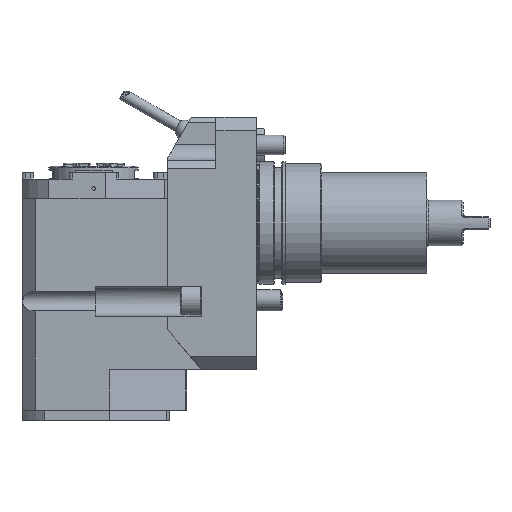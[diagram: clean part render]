
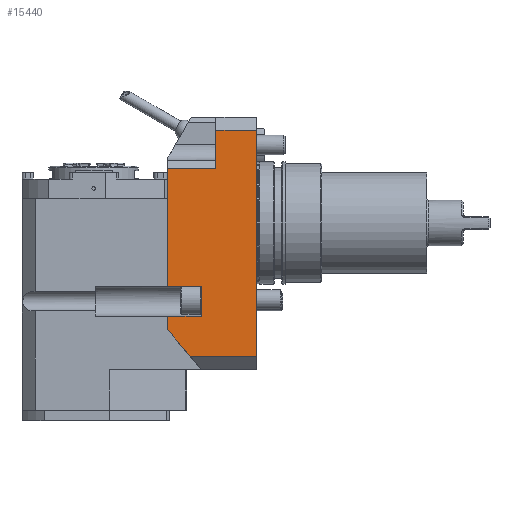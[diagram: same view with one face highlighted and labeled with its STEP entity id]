
A CAD part, left-side view. The second image highlights one B-rep face of the part: STEP entity #15440.
In plain terms, the highlighted planar face has unit normal (-1, 0, 0).
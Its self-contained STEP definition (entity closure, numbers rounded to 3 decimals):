
#393 = LINE ( 'NONE', #20523, #27875 ) ;
#698 = DIRECTION ( 'NONE',  ( 0., 1., 0. ) ) ;
#946 = VECTOR ( 'NONE', #4302, 1000. ) ;
#1314 = VERTEX_POINT ( 'NONE', #12052 ) ;
#1435 = DIRECTION ( 'NONE',  ( 0., 0., -1. ) ) ;
#1868 = LINE ( 'NONE', #26018, #22925 ) ;
#2770 = LINE ( 'NONE', #26926, #5257 ) ;
#2832 = VECTOR ( 'NONE', #13519, 1000. ) ;
#3126 = EDGE_CURVE ( 'NONE', #1314, #11241, #11576, .T. ) ;
#3149 = DIRECTION ( 'NONE',  ( 0., 0., 1. ) ) ;
#3210 = CARTESIAN_POINT ( 'NONE',  ( -54., 54.5, 33.5 ) ) ;
#3815 = VERTEX_POINT ( 'NONE', #17725 ) ;
#4109 = VERTEX_POINT ( 'NONE', #25937 ) ;
#4302 = DIRECTION ( 'NONE',  ( 0., 1., 0. ) ) ;
#4744 = DIRECTION ( 'NONE',  ( 0., 0., -1. ) ) ;
#4820 = DIRECTION ( 'NONE',  ( 0., -1., 0. ) ) ;
#5257 = VECTOR ( 'NONE', #4820, 1000. ) ;
#5560 = VERTEX_POINT ( 'NONE', #15938 ) ;
#5671 = LINE ( 'NONE', #18357, #11261 ) ;
#5865 = EDGE_CURVE ( 'NONE', #4109, #20076, #2770, .T. ) ;
#6283 = LINE ( 'NONE', #12961, #20802 ) ;
#7109 = AXIS2_PLACEMENT_3D ( 'NONE', #14228, #18188, #3149 ) ;
#7903 = VERTEX_POINT ( 'NONE', #11123 ) ;
#8231 = CARTESIAN_POINT ( 'NONE',  ( -54., 54.5, 33.5 ) ) ;
#8795 = CARTESIAN_POINT ( 'NONE',  ( -54., 100., -82. ) ) ;
#8842 = ORIENTED_EDGE ( 'NONE', *, *, #18163, .T. ) ;
#9043 = ORIENTED_EDGE ( 'NONE', *, *, #5865, .T. ) ;
#10584 = EDGE_CURVE ( 'NONE', #5560, #18059, #6283, .T. ) ;
#11123 = CARTESIAN_POINT ( 'NONE',  ( -54., 25., 33.5 ) ) ;
#11241 = VERTEX_POINT ( 'NONE', #27854 ) ;
#11258 = LINE ( 'NONE', #8795, #11485 ) ;
#11261 = VECTOR ( 'NONE', #698, 1000. ) ;
#11485 = VECTOR ( 'NONE', #15355, 1000. ) ;
#11576 = LINE ( 'NONE', #24956, #2832 ) ;
#11700 = EDGE_CURVE ( 'NONE', #14160, #7903, #393, .T. ) ;
#12052 = CARTESIAN_POINT ( 'NONE',  ( -54., 54.5, -65.5 ) ) ;
#12961 = CARTESIAN_POINT ( 'NONE',  ( -54., 0., 65. ) ) ;
#13209 = DIRECTION ( 'NONE',  ( 0., 0., -1. ) ) ;
#13519 = DIRECTION ( 'NONE',  ( 0., -0.643, -0.766 ) ) ;
#13525 = VECTOR ( 'NONE', #17663, 1000. ) ;
#13715 = EDGE_CURVE ( 'NONE', #19693, #4109, #19384, .T. ) ;
#13929 = FACE_OUTER_BOUND ( 'NONE', #14043, .T. ) ;
#14043 = EDGE_LOOP ( 'NONE', ( #23051, #27145, #16580, #23508, #24154, #25922, #9043, #26626, #24946, #8842, #22032 ) ) ;
#14160 = VERTEX_POINT ( 'NONE', #15500 ) ;
#14228 = CARTESIAN_POINT ( 'NONE',  ( -54., 100., -50. ) ) ;
#15200 = LINE ( 'NONE', #17959, #13525 ) ;
#15355 = DIRECTION ( 'NONE',  ( 0., -1., 0. ) ) ;
#15440 = ADVANCED_FACE ( 'Defeature completata1_9', ( #13929 ), #25106, .T. ) ;
#15500 = CARTESIAN_POINT ( 'NONE',  ( -54., 25., 57. ) ) ;
#15505 = VERTEX_POINT ( 'NONE', #23758 ) ;
#15938 = CARTESIAN_POINT ( 'NONE',  ( -54., 0., 57. ) ) ;
#16580 = ORIENTED_EDGE ( 'NONE', *, *, #23521, .T. ) ;
#17663 = DIRECTION ( 'NONE',  ( 0., 0., -1. ) ) ;
#17725 = CARTESIAN_POINT ( 'NONE',  ( -54., 34., -57.25 ) ) ;
#17959 = CARTESIAN_POINT ( 'NONE',  ( -54., 34., -50. ) ) ;
#18059 = VERTEX_POINT ( 'NONE', #20164 ) ;
#18163 = EDGE_CURVE ( 'NONE', #15505, #1314, #1868, .T. ) ;
#18188 = DIRECTION ( 'NONE',  ( -1., 0., 0. ) ) ;
#18357 = CARTESIAN_POINT ( 'NONE',  ( -54., 100., -57.25 ) ) ;
#19163 = EDGE_CURVE ( 'NONE', #3815, #15505, #5671, .T. ) ;
#19365 = LINE ( 'NONE', #8231, #946 ) ;
#19384 = LINE ( 'NONE', #24362, #27349 ) ;
#19693 = VERTEX_POINT ( 'NONE', #3210 ) ;
#19930 = CARTESIAN_POINT ( 'NONE',  ( -54., 25., 57. ) ) ;
#20076 = VERTEX_POINT ( 'NONE', #24711 ) ;
#20164 = CARTESIAN_POINT ( 'NONE',  ( -54., 0., -82. ) ) ;
#20523 = CARTESIAN_POINT ( 'NONE',  ( -54., 25., 65. ) ) ;
#20802 = VECTOR ( 'NONE', #1435, 1000. ) ;
#20912 = EDGE_CURVE ( 'NONE', #20076, #3815, #15200, .T. ) ;
#21601 = EDGE_CURVE ( 'NONE', #11241, #18059, #11258, .T. ) ;
#22032 = ORIENTED_EDGE ( 'NONE', *, *, #3126, .T. ) ;
#22925 = VECTOR ( 'NONE', #23657, 1000. ) ;
#23051 = ORIENTED_EDGE ( 'NONE', *, *, #21601, .T. ) ;
#23508 = ORIENTED_EDGE ( 'NONE', *, *, #11700, .T. ) ;
#23521 = EDGE_CURVE ( 'NONE', #5560, #14160, #28863, .T. ) ;
#23657 = DIRECTION ( 'NONE',  ( 0., 0., -1. ) ) ;
#23758 = CARTESIAN_POINT ( 'NONE',  ( -54., 54.5, -57.25 ) ) ;
#24154 = ORIENTED_EDGE ( 'NONE', *, *, #24975, .T. ) ;
#24362 = CARTESIAN_POINT ( 'NONE',  ( -54., 54.5, -50. ) ) ;
#24711 = CARTESIAN_POINT ( 'NONE',  ( -54., 34., -38.75 ) ) ;
#24946 = ORIENTED_EDGE ( 'NONE', *, *, #19163, .T. ) ;
#24956 = CARTESIAN_POINT ( 'NONE',  ( -54., 80.932, -34. ) ) ;
#24975 = EDGE_CURVE ( 'NONE', #7903, #19693, #19365, .T. ) ;
#25106 = PLANE ( 'NONE',  #7109 ) ;
#25922 = ORIENTED_EDGE ( 'NONE', *, *, #13715, .T. ) ;
#25937 = CARTESIAN_POINT ( 'NONE',  ( -54., 54.5, -38.75 ) ) ;
#26018 = CARTESIAN_POINT ( 'NONE',  ( -54., 54.5, -50. ) ) ;
#26626 = ORIENTED_EDGE ( 'NONE', *, *, #20912, .T. ) ;
#26926 = CARTESIAN_POINT ( 'NONE',  ( -54., 100., -38.75 ) ) ;
#27099 = DIRECTION ( 'NONE',  ( 0., 1., 0. ) ) ;
#27145 = ORIENTED_EDGE ( 'NONE', *, *, #10584, .F. ) ;
#27349 = VECTOR ( 'NONE', #13209, 1000. ) ;
#27854 = CARTESIAN_POINT ( 'NONE',  ( -54., 40.655, -82. ) ) ;
#27875 = VECTOR ( 'NONE', #4744, 1000. ) ;
#28002 = VECTOR ( 'NONE', #27099, 1000. ) ;
#28863 = LINE ( 'NONE', #19930, #28002 ) ;
